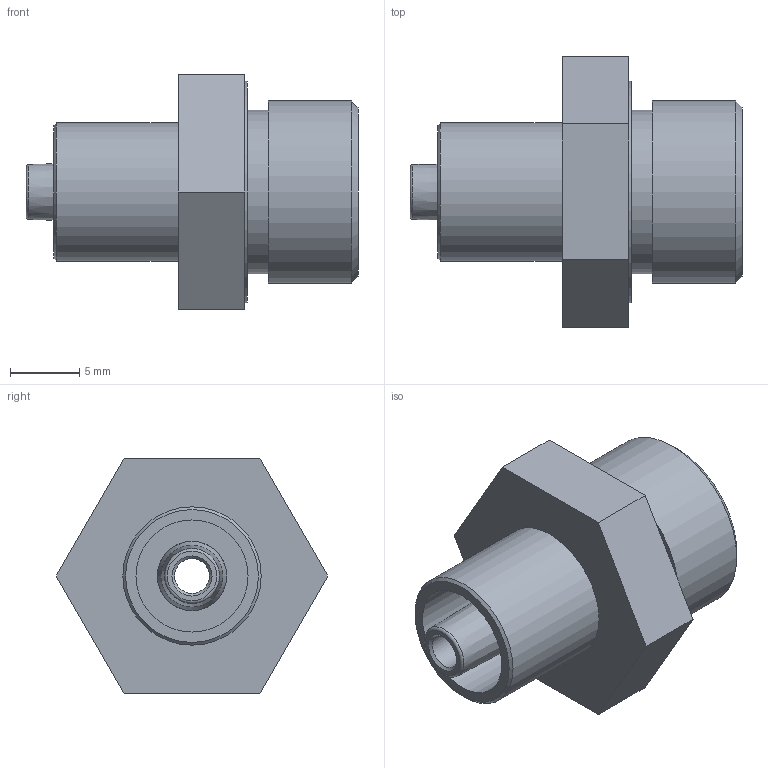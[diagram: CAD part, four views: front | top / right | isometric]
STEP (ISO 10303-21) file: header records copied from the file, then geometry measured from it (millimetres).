
FILE_DESCRIPTION( ( 'Unknown' ), '1' );
FILE_NAME( '560952A-V_S00273_1-4_Rev00_Kunde.stp', 'Unknown', ( 'Schwinghammer Vitus' ), ( 'Vieweg' ), 'PSStep 17.0.49', 'Solid Edge ST8', ' ' );
FILE_SCHEMA( ( 'AUTOMOTIVE_DESIGN { 1 0 10303 214 1 1 1 1 }' ) );
Length unit declared in the file: millimetre
Products named in the file (3): Assem1; S00274_Rev00; S00273_1-4_R0
Assembly tree (2 placements, depth 2):
  Assem1
    S00274_Rev00
    S00273_1-4_R0
Bounding box: 24 x 19.63 x 17 mm (x, y, z)
Surface area: 2178.6 mm2 (no closed solid volume)
Topology: 0 solids, 33 shells, 33 faces, 111 edges, 93 vertices
Faces by surface type: plane 15, cylinder 9, cone 8, torus 1
Full cylindrical faces by diameter (mm): 2.5 x1, 5 x1, 5.005 x1, 6.8 x1, 8.1 x1, 10 x1, 11.8 x1, 13.157 x1, 16 x1
Entity records: 1404 total; most frequent: CARTESIAN_POINT 212, DIRECTION 212, AXIS2_PLACEMENT_3D 88, ORIENTED_EDGE 88, EDGE_CURVE 88, VERTEX_POINT 88, FACE_BOUND 60, EDGE_LOOP 60
